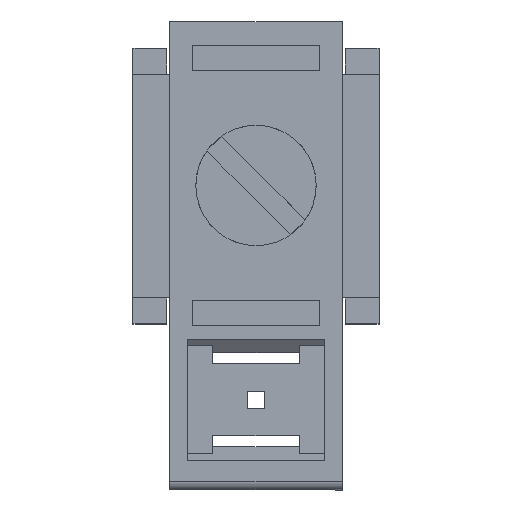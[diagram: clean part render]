
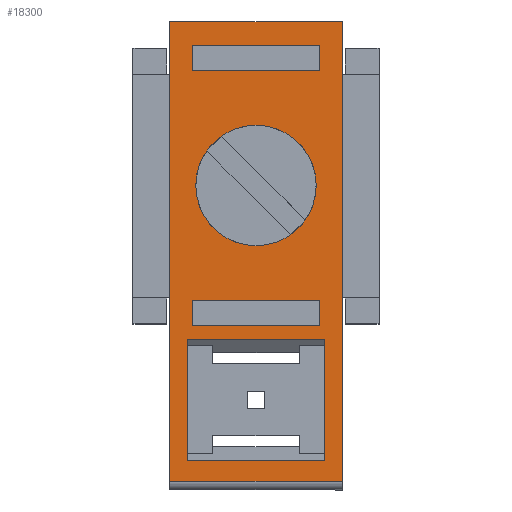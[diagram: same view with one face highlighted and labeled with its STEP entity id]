
A CAD part, top view. The second image highlights one B-rep face of the part: STEP entity #18300.
In plain terms, the highlighted face is planar.
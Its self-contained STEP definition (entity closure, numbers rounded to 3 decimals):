
#12300=CARTESIAN_POINT('',(-30.706,18.7,
16.924));
#12310=VERTEX_POINT('',#12300);
#12340=CARTESIAN_POINT('',(-26.706,18.7,
16.924));
#12350=DIRECTION('',(1.,0.,0.));
#12360=VECTOR('',#12350,1.);
#12370=LINE('',#12340,#12360);
#12380=CARTESIAN_POINT('',(-22.706,18.7,
16.924));
#12390=VERTEX_POINT('',#12380);
#12400=EDGE_CURVE('',#12310,#12390,#12370,.T.);
#15000=CARTESIAN_POINT('',(-30.706,18.7,
23.976));
#15010=VERTEX_POINT('',#15000);
#15040=CARTESIAN_POINT('',(-30.706,18.7,
-28.147));
#15050=DIRECTION('',(0.,0.,1.));
#15060=VECTOR('',#15050,1.);
#15070=LINE('',#15040,#15060);
#15080=EDGE_CURVE('',#12310,#15010,#15070,.T.);
#16180=CARTESIAN_POINT('',(-26.706,18.7,
23.976));
#16190=DIRECTION('',(-1.,0.,0.));
#16200=VECTOR('',#16190,1.);
#16210=LINE('',#16180,#16200);
#16220=CARTESIAN_POINT('',(-22.706,18.7,
23.976));
#16230=VERTEX_POINT('',#16220);
#16240=EDGE_CURVE('',#16230,#15010,#16210,.T.);
#16970=CARTESIAN_POINT('',(-30.881,18.7,
11.762));
#16980=DIRECTION('',(0.,-1.,0.));
#16990=DIRECTION('',(0.,0.,1.));
#17000=AXIS2_PLACEMENT_3D('',#16970,#16980,#16990);
#17010=PLANE('',#17000);
#17020=ORIENTED_EDGE('',*,*,#16240,.T.);
#17030=CARTESIAN_POINT('',(-22.706,18.7,
-28.147));
#17040=DIRECTION('',(0.,0.,1.));
#17050=VECTOR('',#17040,1.);
#17060=LINE('',#17030,#17050);
#17070=EDGE_CURVE('',#12390,#16230,#17060,.T.);
#17080=ORIENTED_EDGE('',*,*,#17070,.T.);
#17090=ORIENTED_EDGE('',*,*,#12400,.T.);
#17100=ORIENTED_EDGE('',*,*,#15080,.F.);
#17110=EDGE_LOOP('',(#17100,#17090,#17080,#17020));
#17120=FACE_BOUND('',#17110,.T.);
#17130=CARTESIAN_POINT('',(0.,18.7,
16.125));
#17140=DIRECTION('',(-1.,0.,0.));
#17150=VECTOR('',#17140,1.);
#17160=LINE('',#17130,#17150);
#17170=CARTESIAN_POINT('',(-23.006,18.7,
16.125));
#17180=VERTEX_POINT('',#17170);
#17190=CARTESIAN_POINT('',(-30.406,18.7,
16.125));
#17200=VERTEX_POINT('',#17190);
#17210=EDGE_CURVE('',#17180,#17200,#17160,.T.);
#17220=ORIENTED_EDGE('',*,*,#17210,.T.);
#17230=CARTESIAN_POINT('',(-23.006,18.7,
8.));
#17240=DIRECTION('',(0.,0.,1.));
#17250=VECTOR('',#17240,1.);
#17260=LINE('',#17230,#17250);
#17270=CARTESIAN_POINT('',(-23.006,18.7,
14.7));
#17280=VERTEX_POINT('',#17270);
#17290=EDGE_CURVE('',#17280,#17180,#17260,.T.);
#17300=ORIENTED_EDGE('',*,*,#17290,.T.);
#17310=CARTESIAN_POINT('',(0.,18.7,
14.7));
#17320=DIRECTION('',(1.,0.,0.));
#17330=VECTOR('',#17320,1.);
#17340=LINE('',#17310,#17330);
#17350=CARTESIAN_POINT('',(-30.406,18.7,
14.7));
#17360=VERTEX_POINT('',#17350);
#17370=EDGE_CURVE('',#17360,#17280,#17340,.T.);
#17380=ORIENTED_EDGE('',*,*,#17370,.T.);
#17390=CARTESIAN_POINT('',(-30.406,18.7,
8.));
#17400=DIRECTION('',(0.,0.,-1.));
#17410=VECTOR('',#17400,1.);
#17420=LINE('',#17390,#17410);
#17430=EDGE_CURVE('',#17200,#17360,#17420,.T.);
#17440=ORIENTED_EDGE('',*,*,#17430,.T.);
#17450=EDGE_LOOP('',(#17440,#17380,#17300,#17220));
#17460=FACE_BOUND('',#17450,.T.);
#17470=CARTESIAN_POINT('',(-23.006,18.7,
8.));
#17480=DIRECTION('',(0.,0.,1.));
#17490=VECTOR('',#17480,1.);
#17500=LINE('',#17470,#17490);
#17510=CARTESIAN_POINT('',(-23.006,18.7,
-0.125));
#17520=VERTEX_POINT('',#17510);
#17530=CARTESIAN_POINT('',(-23.006,18.7,
1.3));
#17540=VERTEX_POINT('',#17530);
#17550=EDGE_CURVE('',#17520,#17540,#17500,.T.);
#17560=ORIENTED_EDGE('',*,*,#17550,.T.);
#17570=CARTESIAN_POINT('',(0.,18.7,
-0.125));
#17580=DIRECTION('',(1.,0.,0.));
#17590=VECTOR('',#17580,1.);
#17600=LINE('',#17570,#17590);
#17610=CARTESIAN_POINT('',(-30.406,18.7,
-0.125));
#17620=VERTEX_POINT('',#17610);
#17630=EDGE_CURVE('',#17620,#17520,#17600,.T.);
#17640=ORIENTED_EDGE('',*,*,#17630,.T.);
#17650=CARTESIAN_POINT('',(-30.406,18.7,
8.));
#17660=DIRECTION('',(0.,0.,-1.));
#17670=VECTOR('',#17660,1.);
#17680=LINE('',#17650,#17670);
#17690=CARTESIAN_POINT('',(-30.406,18.7,
1.3));
#17700=VERTEX_POINT('',#17690);
#17710=EDGE_CURVE('',#17700,#17620,#17680,.T.);
#17720=ORIENTED_EDGE('',*,*,#17710,.T.);
#17730=CARTESIAN_POINT('',(0.,18.7,
1.3));
#17740=DIRECTION('',(-1.,0.,0.));
#17750=VECTOR('',#17740,1.);
#17760=LINE('',#17730,#17750);
#17770=EDGE_CURVE('',#17540,#17700,#17760,.T.);
#17780=ORIENTED_EDGE('',*,*,#17770,.T.);
#17790=EDGE_LOOP('',(#17780,#17720,#17640,#17560));
#17800=FACE_BOUND('',#17790,.T.);
#17810=CARTESIAN_POINT('',(-26.706,18.7,
8.));
#17820=DIRECTION('',(0.,-1.,0.));
#17830=DIRECTION('',(0.,0.,-1.));
#17840=AXIS2_PLACEMENT_3D('',#17810,#17820,#17830);
#17850=CIRCLE('',#17840,3.5);
#17860=CARTESIAN_POINT('',(-26.706,18.7,
11.5));
#17870=VERTEX_POINT('',#17860);
#17880=CARTESIAN_POINT('',(-26.706,18.7,
4.5));
#17890=VERTEX_POINT('',#17880);
#17900=EDGE_CURVE('',#17870,#17890,#17850,.T.);
#17910=ORIENTED_EDGE('',*,*,#17900,.T.);
#17920=EDGE_CURVE('',#17890,#17870,#17850,.T.);
#17930=ORIENTED_EDGE('',*,*,#17920,.T.);
#17940=EDGE_LOOP('',(#17930,#17910));
#17950=FACE_BOUND('',#17940,.T.);
#17960=CARTESIAN_POINT('',(0.,18.7,
25.2));
#17970=DIRECTION('',(1.,0.,0.));
#17980=VECTOR('',#17970,1.);
#17990=LINE('',#17960,#17980);
#18000=CARTESIAN_POINT('',(-31.706,18.7,
25.2));
#18010=VERTEX_POINT('',#18000);
#18020=CARTESIAN_POINT('',(-21.706,18.7,
25.2));
#18030=VERTEX_POINT('',#18020);
#18040=EDGE_CURVE('',#18010,#18030,#17990,.T.);
#18050=ORIENTED_EDGE('',*,*,#18040,.T.);
#18060=CARTESIAN_POINT('',(-31.706,18.7,
-28.147));
#18070=DIRECTION('',(0.,0.,1.));
#18080=VECTOR('',#18070,1.);
#18090=LINE('',#18060,#18080);
#18100=CARTESIAN_POINT('',(-31.706,18.7,
-1.5));
#18110=VERTEX_POINT('',#18100);
#18120=EDGE_CURVE('',#18110,#18010,#18090,.T.);
#18130=ORIENTED_EDGE('',*,*,#18120,.T.);
#18140=CARTESIAN_POINT('',(-26.706,18.7,
-1.5));
#18150=DIRECTION('',(-1.,0.,0.));
#18160=VECTOR('',#18150,1.);
#18170=LINE('',#18140,#18160);
#18180=CARTESIAN_POINT('',(-21.706,18.7,
-1.5));
#18190=VERTEX_POINT('',#18180);
#18200=EDGE_CURVE('',#18190,#18110,#18170,.T.);
#18210=ORIENTED_EDGE('',*,*,#18200,.T.);
#18220=CARTESIAN_POINT('',(-21.706,18.7,
-28.147));
#18230=DIRECTION('',(0.,0.,1.));
#18240=VECTOR('',#18230,1.);
#18250=LINE('',#18220,#18240);
#18260=EDGE_CURVE('',#18190,#18030,#18250,.T.);
#18270=ORIENTED_EDGE('',*,*,#18260,.F.);
#18280=EDGE_LOOP('',(#18270,#18210,#18130,#18050));
#18290=FACE_OUTER_BOUND('',#18280,.T.);
#18300=ADVANCED_FACE('',(#17120,#17460,#17800,#17950,#18290),#17010,.F.)
;
